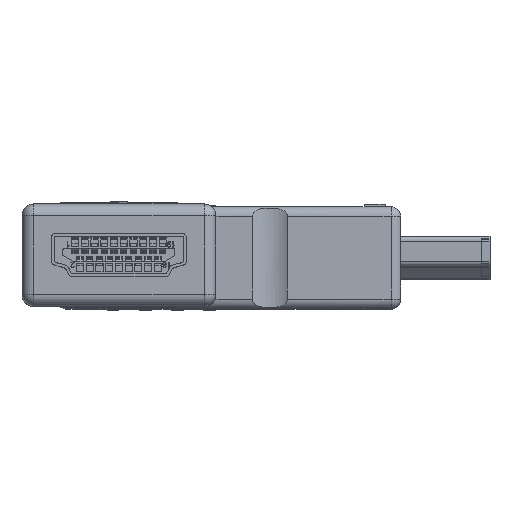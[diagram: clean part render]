
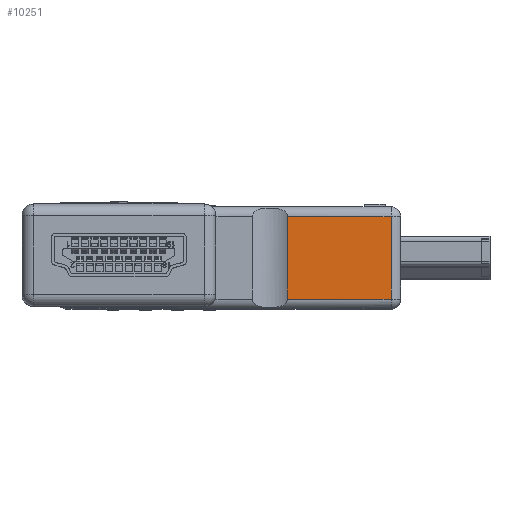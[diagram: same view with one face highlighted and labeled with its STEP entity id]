
A CAD part, top view. The second image highlights one B-rep face of the part: STEP entity #10251.
In plain terms, the highlighted face is planar.
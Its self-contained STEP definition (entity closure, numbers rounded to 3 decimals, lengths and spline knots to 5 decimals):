
#10251 = ADVANCED_FACE ( 'NONE', ( #24916 ), #24907, .F. ) ;
#10253 = VERTEX_POINT ( 'NONE', #24901 ) ;
#10255 = ORIENTED_EDGE ( 'NONE', *, *, #10282, .T. ) ;
#10256 = EDGE_CURVE ( 'NONE', #10284, #10264, #24897, .T. ) ;
#10260 = ORIENTED_EDGE ( 'NONE', *, *, #10256, .T. ) ;
#10263 = EDGE_CURVE ( 'NONE', #10264, #10253, #24902, .T. ) ;
#10264 = VERTEX_POINT ( 'NONE', #24954 ) ;
#10276 = EDGE_LOOP ( 'NONE', ( #10255, #10260, #10344, #10291 ) ) ;
#10282 = EDGE_CURVE ( 'NONE', #10283, #10284, #24988, .T. ) ;
#10283 = VERTEX_POINT ( 'NONE', #24990 ) ;
#10284 = VERTEX_POINT ( 'NONE', #24993 ) ;
#10291 = ORIENTED_EDGE ( 'NONE', *, *, #10447, .F. ) ;
#10344 = ORIENTED_EDGE ( 'NONE', *, *, #10263, .T. ) ;
#10447 = EDGE_CURVE ( 'NONE', #10283, #10253, #25358, .T. ) ;
#24894 = DIRECTION ( 'NONE',  ( 0., 0., -1. ) ) ;
#24895 = VECTOR ( 'NONE', #24894, 39.37008 ) ;
#24896 = CARTESIAN_POINT ( 'NONE',  ( -0.39173, 0.655, -0.16669 ) ) ;
#24897 = LINE ( 'NONE', #24896, #24895 ) ;
#24901 = CARTESIAN_POINT ( 'NONE',  ( -0.39173, 0.23633, -0.16669 ) ) ;
#24902 = LINE ( 'NONE', #24959, #24951 ) ;
#24903 = DIRECTION ( 'NONE',  ( 0., 0., -1. ) ) ;
#24904 = DIRECTION ( 'NONE',  ( 1., 0., 0. ) ) ;
#24905 = CARTESIAN_POINT ( 'NONE',  ( -0.39173, 0.695, -0.20669 ) ) ;
#24907 = PLANE ( 'NONE',  #24920 ) ;
#24916 = FACE_OUTER_BOUND ( 'NONE', #10276, .T. ) ;
#24920 = AXIS2_PLACEMENT_3D ( 'NONE', #24905, #24904, #24903 ) ;
#24951 = VECTOR ( 'NONE', #24958, 39.37008 ) ;
#24954 = CARTESIAN_POINT ( 'NONE',  ( -0.39173, 0.655, -0.16669 ) ) ;
#24958 = DIRECTION ( 'NONE',  ( 0., -1., 0. ) ) ;
#24959 = CARTESIAN_POINT ( 'NONE',  ( -0.39173, 0.46566, -0.16669 ) ) ;
#24983 = DIRECTION ( 'NONE',  ( 0., 1., 0. ) ) ;
#24985 = VECTOR ( 'NONE', #24983, 39.37008 ) ;
#24986 = CARTESIAN_POINT ( 'NONE',  ( -0.39173, 0.46566, 0.16669 ) ) ;
#24988 = LINE ( 'NONE', #24986, #24985 ) ;
#24990 = CARTESIAN_POINT ( 'NONE',  ( -0.39173, 0.23633, 0.16669 ) ) ;
#24993 = CARTESIAN_POINT ( 'NONE',  ( -0.39173, 0.655, 0.16669 ) ) ;
#25354 = DIRECTION ( 'NONE',  ( 0., 0., -1. ) ) ;
#25355 = VECTOR ( 'NONE', #25354, 39.37008 ) ;
#25356 = CARTESIAN_POINT ( 'NONE',  ( -0.39173, 0.23633, 0.20669 ) ) ;
#25358 = LINE ( 'NONE', #25356, #25355 ) ;
